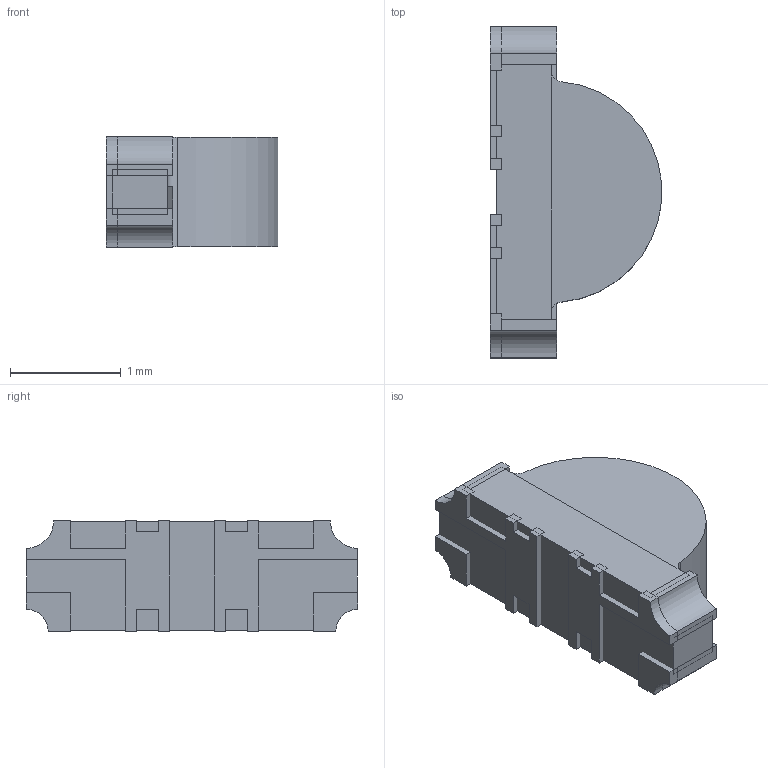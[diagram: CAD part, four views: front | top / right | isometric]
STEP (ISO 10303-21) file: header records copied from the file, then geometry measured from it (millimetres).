
FILE_DESCRIPTION(('FreeCAD Model'),'2;1');
FILE_NAME('Open CASCADE Shape Model','2024-08-18T18:13:41',(''),(''), 'Open CASCADE STEP processor 7.6','FreeCAD','Unknown');
FILE_SCHEMA(('AUTOMOTIVE_DESIGN { 1 0 10303 214 1 1 1 1 }'));
Length unit declared in the file: millimetre
Products named in the file (5): MEIHUA_MHSC110RGBCT; Cathode Mark; Cut; Compound002; Compound003
Assembly tree (4 placements, depth 2):
  MEIHUA_MHSC110RGBCT
    Cathode Mark
    Cut
    Compound002
    Compound003
Bounding box: 1.55 x 3 x 1 mm (x, y, z)
Volume: 3.2 mm3; surface area: 21.1 mm2
Topology: 6 solids, 6 shells, 121 faces, 299 edges, 190 vertices
Faces by surface type: plane 98, cylinder 23
Entity records: 3649 total; most frequent: CARTESIAN_POINT 615, ORIENTED_EDGE 602, DIRECTION 593, EDGE_CURVE 299, LINE 257, VECTOR 257, VERTEX_POINT 190, AXIS2_PLACEMENT_3D 168
